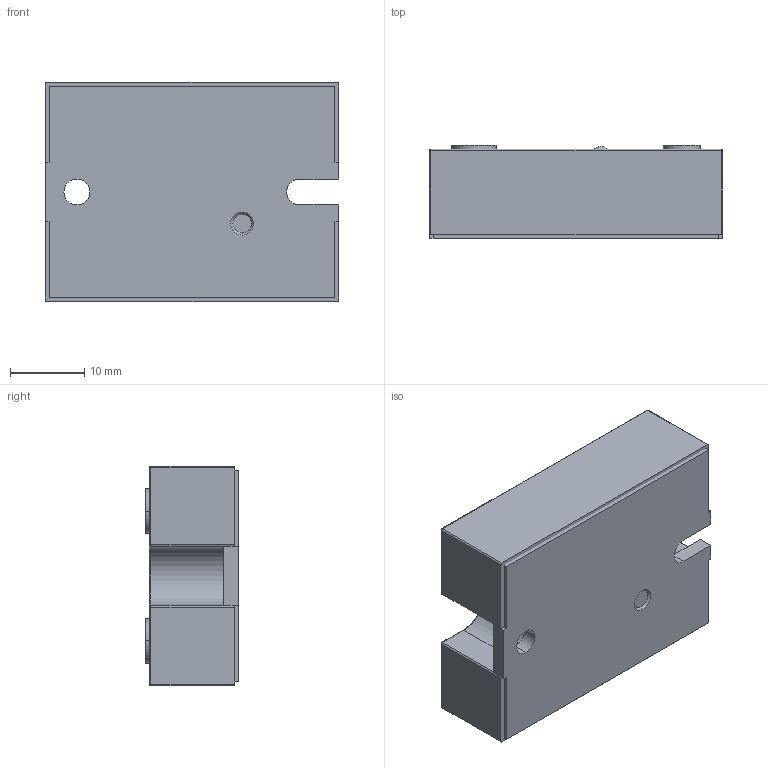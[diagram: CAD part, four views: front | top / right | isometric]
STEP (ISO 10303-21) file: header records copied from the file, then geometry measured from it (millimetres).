
FILE_DESCRIPTION (( 'STEP AP203' ), '1' );
FILE_NAME ('MD-ðåëå.STEP', '2025-07-04T09:30:44', ( '' ), ( '' ), 'SwSTEP 2.0', 'SolidWorks 2016', '' );
FILE_SCHEMA (( 'CONFIG_CONTROL_DESIGN' ));
Length unit declared in the file: millimetre
Products named in the file (1): MD-謥錼
Bounding box: 39.5 x 12.5 x 29.5 mm (x, y, z)
Volume: 13658.4 mm3; surface area: 8453.9 mm2
Topology: 7 solids, 7 shells, 244 faces, 663 edges, 425 vertices
Faces by surface type: cylinder 163, plane 47, bspline 12, sphere 10, cone 10, torus 2
Entity records: 15631 total; most frequent: CARTESIAN_POINT 10162, ORIENTED_EDGE 1300, DIRECTION 968, EDGE_CURVE 650, VERTEX_POINT 422, AXIS2_PLACEMENT_3D 346, LINE 276, VECTOR 276
